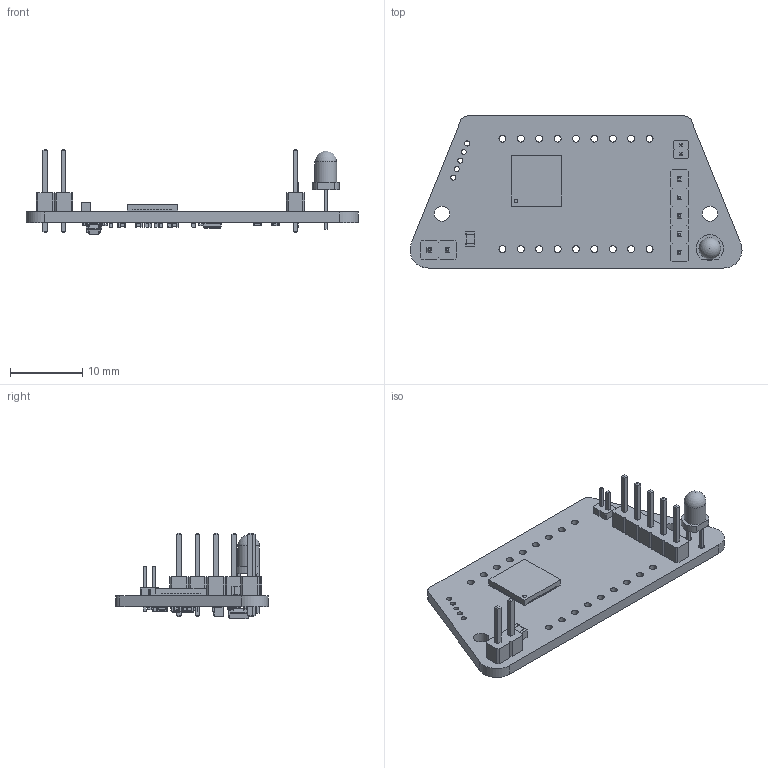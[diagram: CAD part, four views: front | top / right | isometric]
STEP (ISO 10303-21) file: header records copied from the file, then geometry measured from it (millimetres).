
FILE_DESCRIPTION(('KiCad electronic assembly'),'2;1');
FILE_NAME('micro_clock.step','2025-09-27T21:36:55',('Pcbnew'),('Kicad'), 'Open CASCADE STEP processor 7.6','KiCad to STEP converter','Unknown' );
FILE_SCHEMA(('AUTOMOTIVE_DESIGN { 1 0 10303 214 1 1 1 1 }'));
Length unit declared in the file: millimetre
Products named in the file (12): micro_clock 1; C_0805_2012Metric; PinHeader_1x02_P1.27mm_Vertical; LED_D3.0mm; PinHeader_1x02_P2.54mm_Vertical; PinHeader_1x05_P2.54mm_Vertical; QFN-56-1EP_7x7mm_P0.4mm_EP5.6x5.6mm; R_0402_1005Metric; C_0402_1005Metric; SOT-23-5; Crystal_SMD_3225-4Pin_3.2x2.5mm; micro_clock_PCB
Assembly tree (33 placements, depth 2):
  micro_clock 1
    C_0805_2012Metric  x2
    PinHeader_1x02_P1.27mm_Vertical
    LED_D3.0mm
    PinHeader_1x02_P2.54mm_Vertical
    PinHeader_1x05_P2.54mm_Vertical
    QFN-56-1EP_7x7mm_P0.4mm_EP5.6x5.6mm
    R_0402_1005Metric  x8
    C_0402_1005Metric  x15
    SOT-23-5
    Crystal_SMD_3225-4Pin_3.2x2.5mm
    micro_clock_PCB
Bounding box: 45.85 x 21 x 11.77 mm (x, y, z)
Volume: 1458 mm3; surface area: 2695.4 mm2
Topology: 33 solids, 33 shells, 1470 faces, 3891 edges, 2544 vertices
Faces by surface type: plane 1032, cylinder 408, bspline 29, sphere 1
Full cylindrical faces by diameter (mm): 0.25 x9, 0.5 x1, 0.65 x2, 0.7 x5, 0.9 x2, 0.953 x18, 1 x7, 2.1 x2, 3 x1
Entity records: 27304 total; most frequent: CARTESIAN_POINT 4874, ORIENTED_EDGE 4672, DIRECTION 4397, EDGE_CURVE 2336, LINE 1957, VECTOR 1957, VERTEX_POINT 1517, AXIS2_PLACEMENT_3D 1220
